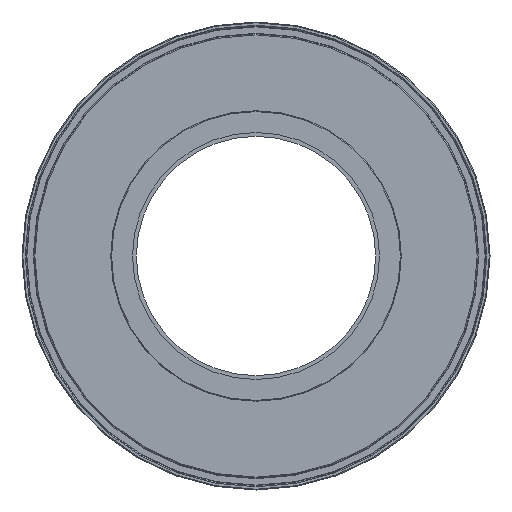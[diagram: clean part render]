
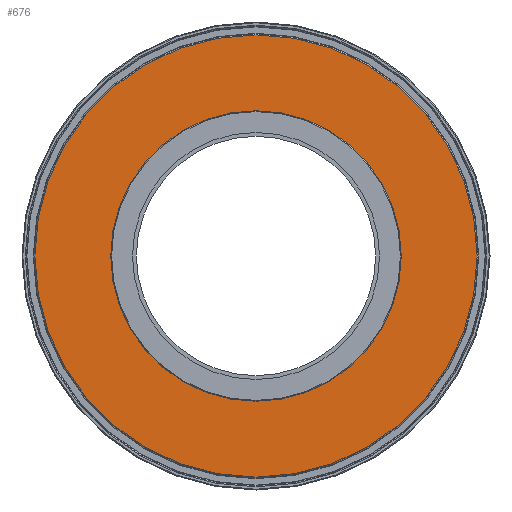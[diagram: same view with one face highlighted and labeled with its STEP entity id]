
A CAD part, left-side view. The second image highlights one B-rep face of the part: STEP entity #676.
In plain terms, the highlighted planar face has unit normal (-1, 0, 0).
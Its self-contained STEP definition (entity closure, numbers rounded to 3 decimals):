
#44=FACE_BOUND('',#131,.T.);
#58=PLANE('',#832);
#87=FACE_OUTER_BOUND('',#130,.T.);
#130=EDGE_LOOP('',(#525,#526));
#131=EDGE_LOOP('',(#527));
#209=CIRCLE('',#786,77.);
#239=CIRCLE('',#829,137.);
#241=CIRCLE('',#831,137.);
#286=VERTEX_POINT('',#1180);
#313=VERTEX_POINT('',#1257);
#314=VERTEX_POINT('',#1258);
#358=EDGE_CURVE('',#286,#286,#209,.T.);
#394=EDGE_CURVE('',#313,#314,#239,.T.);
#396=EDGE_CURVE('',#314,#313,#241,.T.);
#525=ORIENTED_EDGE('',*,*,#394,.F.);
#526=ORIENTED_EDGE('',*,*,#396,.F.);
#527=ORIENTED_EDGE('',*,*,#358,.T.);
#676=ADVANCED_FACE('',(#87,#44),#58,.T.);
#786=AXIS2_PLACEMENT_3D('',#1182,#916,#917);
#829=AXIS2_PLACEMENT_3D('',#1259,#1008,#1009);
#831=AXIS2_PLACEMENT_3D('',#1261,#1012,#1013);
#832=AXIS2_PLACEMENT_3D('',#1262,#1014,#1015);
#916=DIRECTION('center_axis',(1.,0.,0.));
#917=DIRECTION('ref_axis',(0.,0.,-1.));
#1008=DIRECTION('center_axis',(1.,0.,0.));
#1009=DIRECTION('ref_axis',(0.,0.,-1.));
#1012=DIRECTION('center_axis',(1.,0.,0.));
#1013=DIRECTION('ref_axis',(0.,0.,-1.));
#1014=DIRECTION('center_axis',(-1.,0.,0.));
#1015=DIRECTION('ref_axis',(0.,0.,1.));
#1180=CARTESIAN_POINT('',(0.,0.,77.));
#1182=CARTESIAN_POINT('Origin',(0.,0.,0.));
#1257=CARTESIAN_POINT('',(0.,0.,137.));
#1258=CARTESIAN_POINT('',(0.,0.,-137.));
#1259=CARTESIAN_POINT('Origin',(0.,0.,0.));
#1261=CARTESIAN_POINT('Origin',(0.,0.,0.));
#1262=CARTESIAN_POINT('Origin',(0.,0.,0.));
